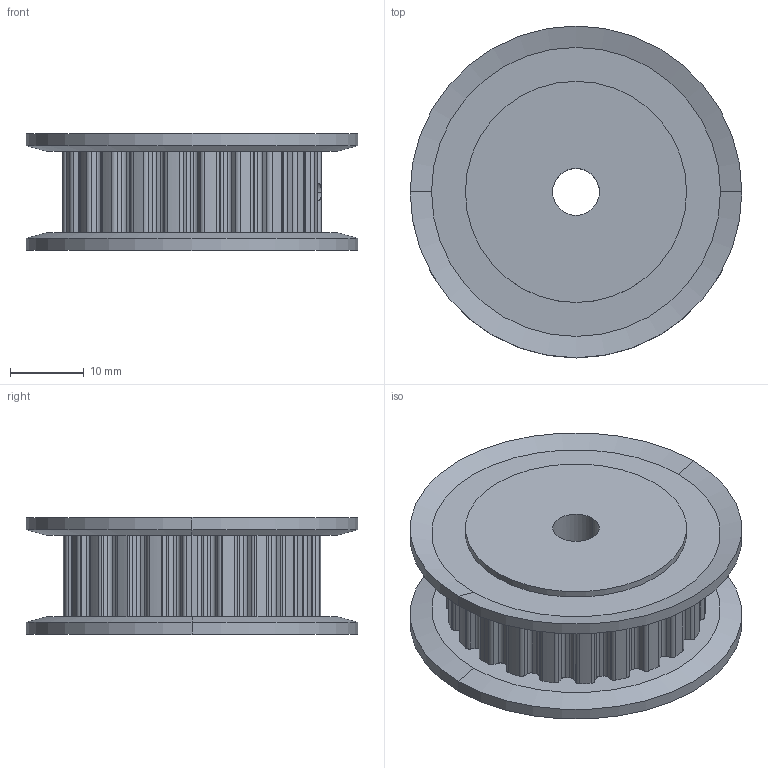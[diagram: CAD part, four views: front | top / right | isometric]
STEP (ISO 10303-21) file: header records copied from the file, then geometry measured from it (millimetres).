
FILE_DESCRIPTION (( 'STEP AP203' ), '1' );
FILE_NAME ('A22NH-XL037-0250.step', '2023-08-24T19:00:17', ( '' ), ( '' ), 'SwSTEP 2.0', 'SolidWorks 2021', '' );
FILE_SCHEMA (( 'CONFIG_CONTROL_DESIGN' ));
Length unit declared in the file: millimetre
Products named in the file (1): A22NH-XL037-0250
Bounding box: 45 x 45 x 16 mm (x, y, z)
Volume: 15656.8 mm3; surface area: 8796.6 mm2
Topology: 5 solids, 5 shells, 284 faces, 785 edges, 508 vertices
Faces by surface type: cylinder 178, plane 72, cone 34
Entity records: 9504 total; most frequent: CARTESIAN_POINT 1984, DIRECTION 1649, ORIENTED_EDGE 1562, EDGE_CURVE 781, AXIS2_PLACEMENT_3D 649, VERTEX_POINT 508, CIRCLE 364, LINE 351
